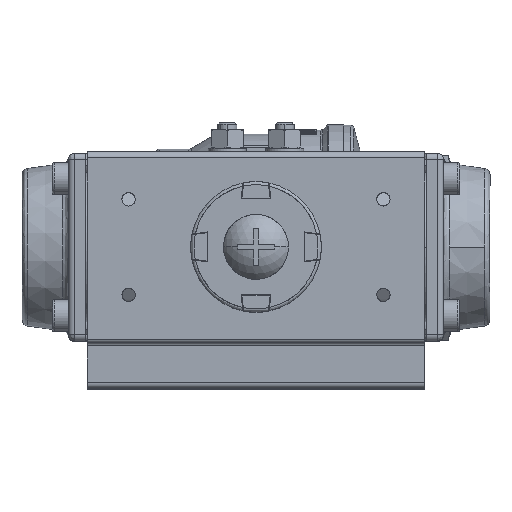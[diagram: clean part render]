
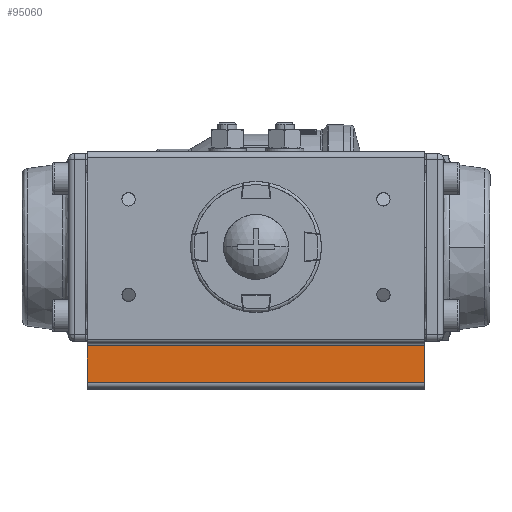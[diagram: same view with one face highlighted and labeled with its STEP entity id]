
A CAD part, top view. The second image highlights one B-rep face of the part: STEP entity #95060.
In plain terms, the highlighted planar face has unit normal (0, 0, -1).
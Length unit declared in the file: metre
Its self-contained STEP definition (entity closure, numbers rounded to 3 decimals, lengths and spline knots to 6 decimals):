
#5323 = CARTESIAN_POINT ( 'NONE',  ( 0.040313, -0.064295, 0.235475 ) ) ;
#7221 = VERTEX_POINT ( 'NONE', #25090 ) ;
#7719 = LINE ( 'NONE', #70296, #78721 ) ;
#8705 = DIRECTION ( 'NONE',  ( 0., 1., 0. ) ) ;
#9926 = ORIENTED_EDGE ( 'NONE', *, *, #66309, .T. ) ;
#10404 = CARTESIAN_POINT ( 'NONE',  ( -0.065687, -0.052795, 0.235475 ) ) ;
#17851 = VERTEX_POINT ( 'NONE', #85441 ) ;
#18794 = EDGE_CURVE ( 'NONE', #32418, #93294, #98047, .T. ) ;
#20318 = DIRECTION ( 'NONE',  ( 0., -1., 0. ) ) ;
#21388 = EDGE_LOOP ( 'NONE', ( #9926, #69723, #46926, #29136 ) ) ;
#21829 = CARTESIAN_POINT ( 'NONE',  ( -0.065687, -0.064295, 0.235475 ) ) ;
#24949 = VECTOR ( 'NONE', #97072, 1. ) ;
#25090 = CARTESIAN_POINT ( 'NONE',  ( -0.065687, -0.052795, 0.235475 ) ) ;
#27294 = FACE_OUTER_BOUND ( 'NONE', #21388, .T. ) ;
#29136 = ORIENTED_EDGE ( 'NONE', *, *, #49716, .T. ) ;
#32418 = VERTEX_POINT ( 'NONE', #44929 ) ;
#40980 = DIRECTION ( 'NONE',  ( 1., 0., 0. ) ) ;
#44929 = CARTESIAN_POINT ( 'NONE',  ( 0.040313, -0.064295, 0.235475 ) ) ;
#46926 = ORIENTED_EDGE ( 'NONE', *, *, #18794, .T. ) ;
#49716 = EDGE_CURVE ( 'NONE', #93294, #7221, #7719, .T. ) ;
#52000 = AXIS2_PLACEMENT_3D ( 'NONE', #66322, #97932, #57871 ) ;
#55312 = VECTOR ( 'NONE', #20318, 1. ) ;
#57871 = DIRECTION ( 'NONE',  ( -1., 0., 0. ) ) ;
#65499 = CARTESIAN_POINT ( 'NONE',  ( -0.065687, -0.064295, 0.235475 ) ) ;
#66309 = EDGE_CURVE ( 'NONE', #7221, #17851, #69537, .T. ) ;
#66322 = CARTESIAN_POINT ( 'NONE',  ( -0.065687, -0.064295, 0.235475 ) ) ;
#66429 = LINE ( 'NONE', #5323, #55312 ) ;
#67301 = PLANE ( 'NONE',  #52000 ) ;
#69537 = LINE ( 'NONE', #10404, #98687 ) ;
#69723 = ORIENTED_EDGE ( 'NONE', *, *, #81022, .T. ) ;
#70296 = CARTESIAN_POINT ( 'NONE',  ( -0.065687, -0.064295, 0.235475 ) ) ;
#78721 = VECTOR ( 'NONE', #8705, 1. ) ;
#81022 = EDGE_CURVE ( 'NONE', #17851, #32418, #66429, .T. ) ;
#85441 = CARTESIAN_POINT ( 'NONE',  ( 0.040313, -0.052795, 0.235475 ) ) ;
#93294 = VERTEX_POINT ( 'NONE', #65499 ) ;
#95060 = ADVANCED_FACE ( 'NONE', ( #27294 ), #67301, .T. ) ;
#97072 = DIRECTION ( 'NONE',  ( -1., 0., 0. ) ) ;
#97932 = DIRECTION ( 'NONE',  ( 0., 0., -1. ) ) ;
#98047 = LINE ( 'NONE', #21829, #24949 ) ;
#98687 = VECTOR ( 'NONE', #40980, 1. ) ;
